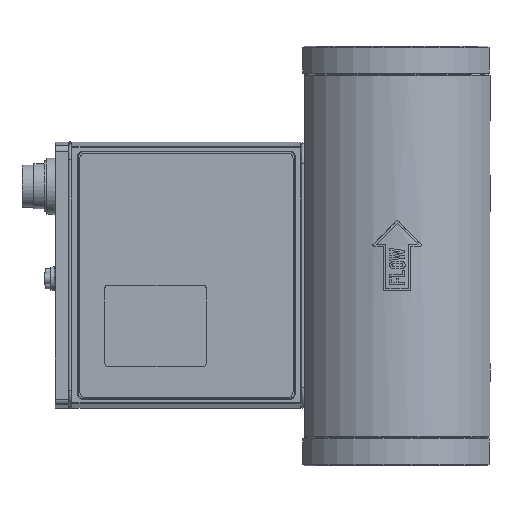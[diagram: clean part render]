
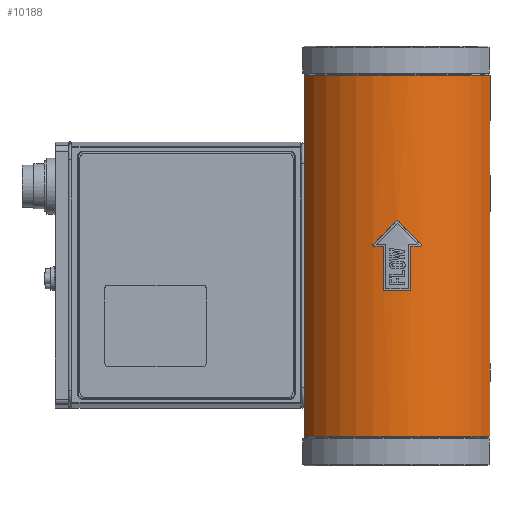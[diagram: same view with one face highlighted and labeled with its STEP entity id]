
A CAD part, left-side view. The second image highlights one B-rep face of the part: STEP entity #10188.
In plain terms, the highlighted cylindrical face has radius 37 mm (diameter 74 mm), a partial arc.
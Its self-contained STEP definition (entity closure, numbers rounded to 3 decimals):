
#380=FACE_BOUND('',#1724,.T.);
#1078=FACE_OUTER_BOUND('',#1723,.T.);
#1723=EDGE_LOOP('',(#8044,#8045,#8046,#8047));
#1724=EDGE_LOOP('',(#8048,#8049,#8050,#8051,#8052,#8053,#8054,#8055,#8056,
#8057));
#2296=CIRCLE('',#11036,37.);
#2298=CIRCLE('',#11040,37.);
#2300=CIRCLE('',#11044,37.);
#2311=CIRCLE('',#11084,37.);
#2316=CIRCLE('',#11091,37.);
#2847=LINE('',#17328,#3510);
#2851=LINE('',#17340,#3514);
#2904=LINE('',#17706,#3567);
#2905=LINE('',#17707,#3568);
#3510=VECTOR('',#13006,10.);
#3514=VECTOR('',#13018,10.);
#3567=VECTOR('',#13171,10.);
#3568=VECTOR('',#13172,10.);
#3875=B_SPLINE_CURVE_WITH_KNOTS('',3,(#17177,#17178,#17179,#17180,#17181,
#17182,#17183),.UNSPECIFIED.,.F.,.F.,(4,1,1,1,4),(-2.356,-1.683,
-1.01,-0.337,0.),.UNSPECIFIED.);
#3877=B_SPLINE_CURVE_WITH_KNOTS('',3,(#17208,#17209,#17210,#17211),
 .UNSPECIFIED.,.F.,.F.,(4,4),(-0.226,0.),.UNSPECIFIED.);
#3879=B_SPLINE_CURVE_WITH_KNOTS('',3,(#17240,#17241,#17242,#17243,#17244),
 .UNSPECIFIED.,.F.,.F.,(4,1,4),(-1.571,-0.785,0.),
 .UNSPECIFIED.);
#3881=B_SPLINE_CURVE_WITH_KNOTS('',3,(#17268,#17269,#17270,#17271),
 .UNSPECIFIED.,.F.,.F.,(4,4),(-0.226,0.),.UNSPECIFIED.);
#3883=B_SPLINE_CURVE_WITH_KNOTS('',3,(#17310,#17311,#17312,#17313,#17314,
#17315,#17316),.UNSPECIFIED.,.F.,.F.,(4,1,1,1,4),(-2.356,-1.683,
-1.01,-0.337,0.),.UNSPECIFIED.);
#4485=VERTEX_POINT('',#17174);
#4486=VERTEX_POINT('',#17176);
#4488=VERTEX_POINT('',#17206);
#4490=VERTEX_POINT('',#17238);
#4492=VERTEX_POINT('',#17266);
#4494=VERTEX_POINT('',#17308);
#4496=VERTEX_POINT('',#17320);
#4498=VERTEX_POINT('',#17326);
#4500=VERTEX_POINT('',#17332);
#4502=VERTEX_POINT('',#17338);
#4540=VERTEX_POINT('',#17669);
#4543=VERTEX_POINT('',#17683);
#4548=VERTEX_POINT('',#17703);
#4549=VERTEX_POINT('',#17704);
#5668=EDGE_CURVE('',#4486,#4485,#3875,.T.);
#5672=EDGE_CURVE('',#4485,#4488,#3877,.T.);
#5675=EDGE_CURVE('',#4488,#4490,#3879,.T.);
#5678=EDGE_CURVE('',#4490,#4492,#3881,.T.);
#5681=EDGE_CURVE('',#4492,#4494,#3883,.T.);
#5684=EDGE_CURVE('',#4494,#4496,#2296,.T.);
#5687=EDGE_CURVE('',#4496,#4498,#2847,.T.);
#5690=EDGE_CURVE('',#4498,#4500,#2298,.T.);
#5693=EDGE_CURVE('',#4500,#4502,#2851,.T.);
#5695=EDGE_CURVE('',#4502,#4486,#2300,.T.);
#5770=EDGE_CURVE('',#4540,#4543,#2311,.T.);
#5777=EDGE_CURVE('',#4548,#4549,#2316,.T.);
#5778=EDGE_CURVE('',#4548,#4543,#2904,.T.);
#5779=EDGE_CURVE('',#4549,#4540,#2905,.T.);
#8044=ORIENTED_EDGE('',*,*,#5777,.F.);
#8045=ORIENTED_EDGE('',*,*,#5778,.T.);
#8046=ORIENTED_EDGE('',*,*,#5770,.F.);
#8047=ORIENTED_EDGE('',*,*,#5779,.F.);
#8048=ORIENTED_EDGE('',*,*,#5695,.T.);
#8049=ORIENTED_EDGE('',*,*,#5668,.T.);
#8050=ORIENTED_EDGE('',*,*,#5672,.T.);
#8051=ORIENTED_EDGE('',*,*,#5675,.T.);
#8052=ORIENTED_EDGE('',*,*,#5678,.T.);
#8053=ORIENTED_EDGE('',*,*,#5681,.T.);
#8054=ORIENTED_EDGE('',*,*,#5684,.T.);
#8055=ORIENTED_EDGE('',*,*,#5687,.T.);
#8056=ORIENTED_EDGE('',*,*,#5690,.T.);
#8057=ORIENTED_EDGE('',*,*,#5693,.T.);
#9206=CYLINDRICAL_SURFACE('',#11090,37.);
#10188=ADVANCED_FACE('',(#1078,#380),#9206,.T.);
#11036=AXIS2_PLACEMENT_3D('',#17322,#13000,#13001);
#11040=AXIS2_PLACEMENT_3D('',#17334,#13012,#13013);
#11044=AXIS2_PLACEMENT_3D('',#17343,#13023,#13024);
#11084=AXIS2_PLACEMENT_3D('',#17684,#13155,#13156);
#11090=AXIS2_PLACEMENT_3D('',#17702,#13167,#13168);
#11091=AXIS2_PLACEMENT_3D('',#17705,#13169,#13170);
#13000=DIRECTION('center_axis',(0.,0.,
-1.));
#13001=DIRECTION('ref_axis',(-1.,0.,0.));
#13006=DIRECTION('',(0.,0.,-1.));
#13012=DIRECTION('center_axis',(0.,0.,
-1.));
#13013=DIRECTION('ref_axis',(-1.,0.,0.));
#13018=DIRECTION('',(0.,0.,1.));
#13023=DIRECTION('center_axis',(0.,0.,
-1.));
#13024=DIRECTION('ref_axis',(-1.,0.,0.));
#13155=DIRECTION('center_axis',(0.,0.,
-1.));
#13156=DIRECTION('ref_axis',(-1.,0.,0.));
#13167=DIRECTION('center_axis',(0.,0.,
-1.));
#13168=DIRECTION('ref_axis',(-1.,0.,0.));
#13169=DIRECTION('center_axis',(0.,0.,
1.));
#13170=DIRECTION('ref_axis',(-1.,0.,0.));
#13171=DIRECTION('',(0.,0.,-1.));
#13172=DIRECTION('',(0.,0.,-1.));
#17174=CARTESIAN_POINT('',(-36.093,-1.156,-53.015));
#17176=CARTESIAN_POINT('',(-36.15,-1.415,-53.655));
#17177=CARTESIAN_POINT('Ctrl Pts',(-36.15,-1.415,
-53.655));
#17178=CARTESIAN_POINT('Ctrl Pts',(-36.132,-1.333,
-53.655));
#17179=CARTESIAN_POINT('Ctrl Pts',(-36.096,-1.169,
-53.596));
#17180=CARTESIAN_POINT('Ctrl Pts',(-36.064,-1.03,-53.37));
#17181=CARTESIAN_POINT('Ctrl Pts',(-36.07,-1.054,
-53.149));
#17182=CARTESIAN_POINT('Ctrl Pts',(-36.086,-1.127,
-53.045));
#17183=CARTESIAN_POINT('Ctrl Pts',(-36.093,-1.156,
-53.015));
#17206=CARTESIAN_POINT('',(-37.,-9.464,-44.64));
#17208=CARTESIAN_POINT('Ctrl Pts',(-36.093,-1.156,
-53.015));
#17209=CARTESIAN_POINT('Ctrl Pts',(-36.707,-3.879,
-50.223));
#17210=CARTESIAN_POINT('Ctrl Pts',(-37.012,-6.672,
-47.432));
#17211=CARTESIAN_POINT('Ctrl Pts',(-37.,-9.464,
-44.64));
#17238=CARTESIAN_POINT('',(-36.993,-9.994,-44.64));
#17240=CARTESIAN_POINT('Ctrl Pts',(-37.,-9.464,
-44.64));
#17241=CARTESIAN_POINT('Ctrl Pts',(-36.999,-9.534,-44.571));
#17242=CARTESIAN_POINT('Ctrl Pts',(-36.998,-9.729,
-44.49));
#17243=CARTESIAN_POINT('Ctrl Pts',(-36.995,-9.925,-44.571));
#17244=CARTESIAN_POINT('Ctrl Pts',(-36.993,-9.994,-44.64));
#17266=CARTESIAN_POINT('',(-35.894,-18.279,-53.015));
#17268=CARTESIAN_POINT('Ctrl Pts',(-36.993,-9.994,-44.64));
#17269=CARTESIAN_POINT('Ctrl Pts',(-36.941,-12.785,
-47.432));
#17270=CARTESIAN_POINT('Ctrl Pts',(-36.571,-15.57,
-50.223));
#17271=CARTESIAN_POINT('Ctrl Pts',(-35.894,-18.279,
-53.015));
#17308=CARTESIAN_POINT('',(-35.958,-18.021,-53.655));
#17310=CARTESIAN_POINT('Ctrl Pts',(-35.894,-18.279,
-53.015));
#17311=CARTESIAN_POINT('Ctrl Pts',(-35.88,-18.336,
-53.074));
#17312=CARTESIAN_POINT('Ctrl Pts',(-35.861,-18.411,
-53.235));
#17313=CARTESIAN_POINT('Ctrl Pts',(-35.875,-18.354,
-53.495));
#17314=CARTESIAN_POINT('Ctrl Pts',(-35.918,-18.185,
-53.634));
#17315=CARTESIAN_POINT('Ctrl Pts',(-35.948,-18.062,
-53.655));
#17316=CARTESIAN_POINT('Ctrl Pts',(-35.958,-18.021,
-53.655));
#17320=CARTESIAN_POINT('',(-36.621,-14.581,-53.655));
#17322=CARTESIAN_POINT('Origin',(0.,-9.3,
-53.655));
#17326=CARTESIAN_POINT('',(-36.621,-14.581,-69.53));
#17328=CARTESIAN_POINT('',(-36.621,-14.581,7.6));
#17332=CARTESIAN_POINT('',(-36.734,-4.87,-69.53));
#17334=CARTESIAN_POINT('Origin',(0.,-9.3,
-69.53));
#17338=CARTESIAN_POINT('',(-36.734,-4.87,-53.655));
#17340=CARTESIAN_POINT('',(-36.734,-4.87,7.6));
#17343=CARTESIAN_POINT('Origin',(0.,-9.3,
-53.655));
#17669=CARTESIAN_POINT('',(-15.708,-42.8,-121.5));
#17683=CARTESIAN_POINT('',(-17.685,23.2,-121.5));
#17684=CARTESIAN_POINT('Origin',(0.,-9.3,
-121.5));
#17702=CARTESIAN_POINT('Origin',(0.,-9.3,
7.6));
#17703=CARTESIAN_POINT('',(-17.685,23.2,7.2));
#17704=CARTESIAN_POINT('',(-15.708,-42.8,7.2));
#17705=CARTESIAN_POINT('Origin',(0.,-9.3,
7.2));
#17706=CARTESIAN_POINT('',(-17.685,23.2,7.6));
#17707=CARTESIAN_POINT('',(-15.708,-42.8,7.6));
